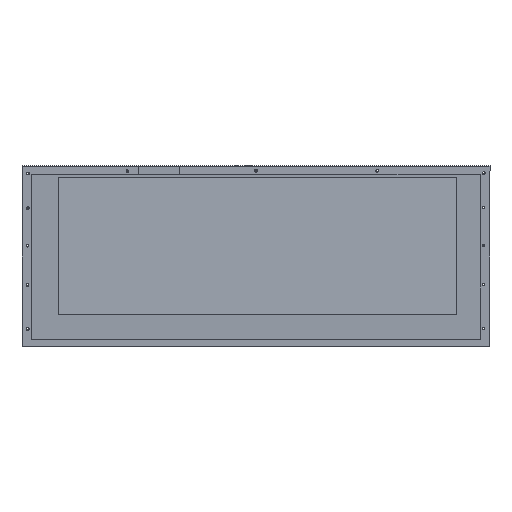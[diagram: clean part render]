
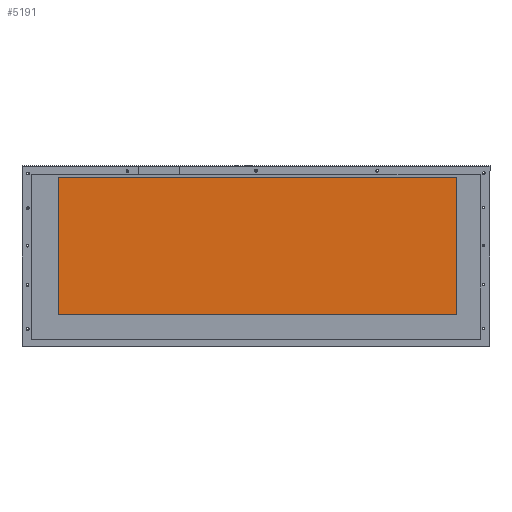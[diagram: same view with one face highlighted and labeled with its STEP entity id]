
A CAD part, top view. The second image highlights one B-rep face of the part: STEP entity #5191.
In plain terms, the highlighted planar face has unit normal (0, -0.018, 1).
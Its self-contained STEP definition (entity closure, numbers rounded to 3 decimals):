
#88=PLANE('',#5549);
#358=FACE_OUTER_BOUND('',#658,.T.);
#658=EDGE_LOOP('',(#3987,#3988,#3989,#3990));
#1491=LINE('',#13207,#1771);
#1494=LINE('',#13212,#1774);
#1495=LINE('',#13215,#1775);
#1497=LINE('',#13218,#1777);
#1771=VECTOR('',#6380,10.);
#1774=VECTOR('',#6385,10.);
#1775=VECTOR('',#6388,10.);
#1777=VECTOR('',#6392,10.);
#2312=VERTEX_POINT('',#13204);
#2313=VERTEX_POINT('',#13206);
#2314=VERTEX_POINT('',#13210);
#2315=VERTEX_POINT('',#13214);
#3006=EDGE_CURVE('',#2313,#2312,#1491,.T.);
#3009=EDGE_CURVE('',#2314,#2312,#1494,.T.);
#3010=EDGE_CURVE('',#2315,#2313,#1495,.T.);
#3012=EDGE_CURVE('',#2315,#2314,#1497,.T.);
#3987=ORIENTED_EDGE('',*,*,#3006,.T.);
#3988=ORIENTED_EDGE('',*,*,#3009,.F.);
#3989=ORIENTED_EDGE('',*,*,#3012,.F.);
#3990=ORIENTED_EDGE('',*,*,#3010,.T.);
#5191=ADVANCED_FACE('',(#358),#88,.F.);
#5549=AXIS2_PLACEMENT_3D('',#13217,#6390,#6391);
#6380=DIRECTION('',(-1.,0.,0.));
#6385=DIRECTION('',(0.,1.,0.018));
#6388=DIRECTION('',(0.,1.,0.018));
#6390=DIRECTION('center_axis',(0.,0.018,
-1.));
#6391=DIRECTION('ref_axis',(-1.,0.,0.));
#6392=DIRECTION('',(-1.,0.,0.));
#13204=CARTESIAN_POINT('',(-170.,476.346,108.725));
#13206=CARTESIAN_POINT('',(230.,476.346,108.725));
#13207=CARTESIAN_POINT('',(30.,476.346,108.725));
#13210=CARTESIAN_POINT('',(-170.,338.168,106.273));
#13212=CARTESIAN_POINT('',(-170.,338.168,106.273));
#13214=CARTESIAN_POINT('',(230.,338.168,106.273));
#13215=CARTESIAN_POINT('',(230.,338.168,106.273));
#13217=CARTESIAN_POINT('Origin',(230.,338.168,106.273));
#13218=CARTESIAN_POINT('',(-168.12,338.168,106.273));
